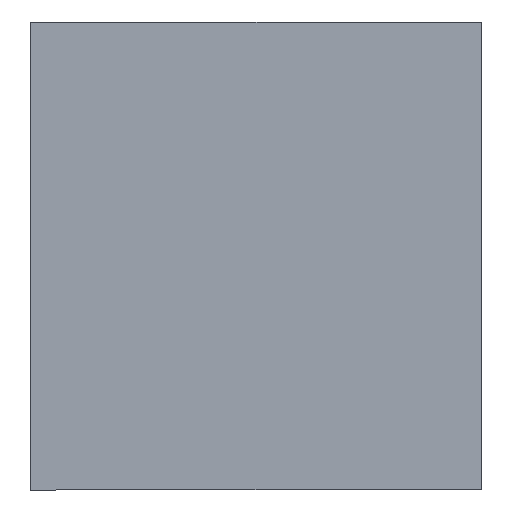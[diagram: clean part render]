
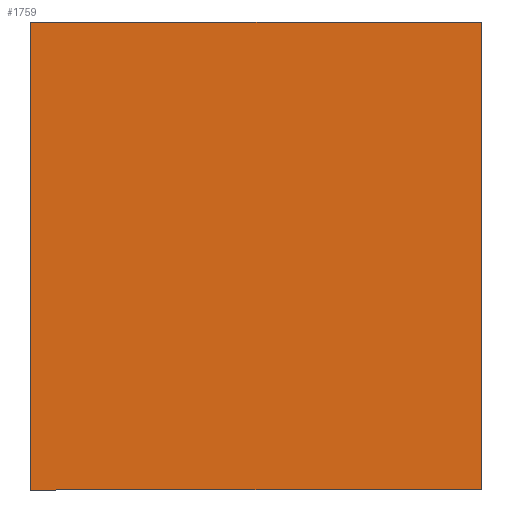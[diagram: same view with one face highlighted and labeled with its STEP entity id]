
A CAD part, front view. The second image highlights one B-rep face of the part: STEP entity #1759.
In plain terms, the highlighted face is planar.
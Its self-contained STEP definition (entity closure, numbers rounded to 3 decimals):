
#292=LINE('',#2997,#457);
#294=LINE('',#3001,#459);
#295=LINE('',#3003,#460);
#296=LINE('',#3005,#461);
#457=VECTOR('',#2507,1000.);
#459=VECTOR('',#2511,1000.);
#460=VECTOR('',#2512,1000.);
#461=VECTOR('',#2513,1000.);
#528=PLANE('',#2020);
#936=ORIENTED_EDGE('',*,*,#1170,.T.);
#937=ORIENTED_EDGE('',*,*,#1172,.T.);
#938=ORIENTED_EDGE('',*,*,#1173,.F.);
#939=ORIENTED_EDGE('',*,*,#1174,.F.);
#1170=EDGE_CURVE('',#1328,#1327,#292,.T.);
#1172=EDGE_CURVE('',#1327,#1329,#294,.T.);
#1173=EDGE_CURVE('',#1330,#1329,#295,.T.);
#1174=EDGE_CURVE('',#1328,#1330,#296,.T.);
#1327=VERTEX_POINT('',#2996);
#1328=VERTEX_POINT('',#2998);
#1329=VERTEX_POINT('',#3002);
#1330=VERTEX_POINT('',#3004);
#1507=EDGE_LOOP('',(#936,#937,#938,#939));
#1640=FACE_BOUND('',#1507,.T.);
#1759=ADVANCED_FACE('',(#1640),#528,.F.);
#2020=AXIS2_PLACEMENT_3D('',#3000,#2509,#2510);
#2507=DIRECTION('',(0.,0.,-1.));
#2509=DIRECTION('',(-1.,0.,0.));
#2510=DIRECTION('',(0.,0.,1.));
#2511=DIRECTION('',(0.,1.,0.));
#2512=DIRECTION('',(0.,0.,-1.));
#2513=DIRECTION('',(0.,1.,0.));
#2996=CARTESIAN_POINT('',(239.989,-122.926,-50.));
#2997=CARTESIAN_POINT('',(239.989,-122.926,1000.));
#2998=CARTESIAN_POINT('',(239.989,-122.926,1000.));
#3000=CARTESIAN_POINT('',(239.989,-122.926,1000.));
#3001=CARTESIAN_POINT('',(239.989,-122.926,-50.));
#3002=CARTESIAN_POINT('',(239.989,887.074,-50.));
#3003=CARTESIAN_POINT('',(239.989,887.074,1000.));
#3004=CARTESIAN_POINT('',(239.989,887.074,1000.));
#3005=CARTESIAN_POINT('',(239.989,-122.926,1000.));
